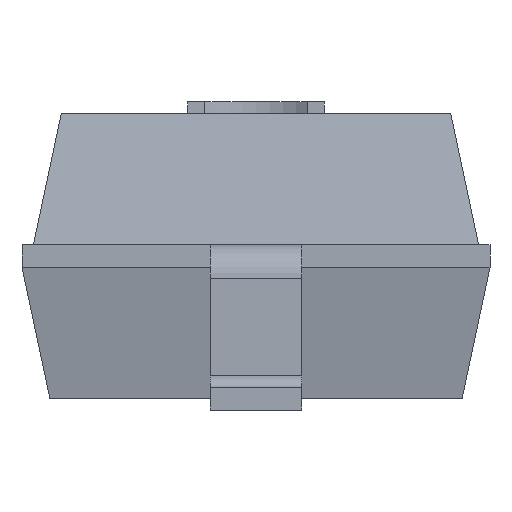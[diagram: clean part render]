
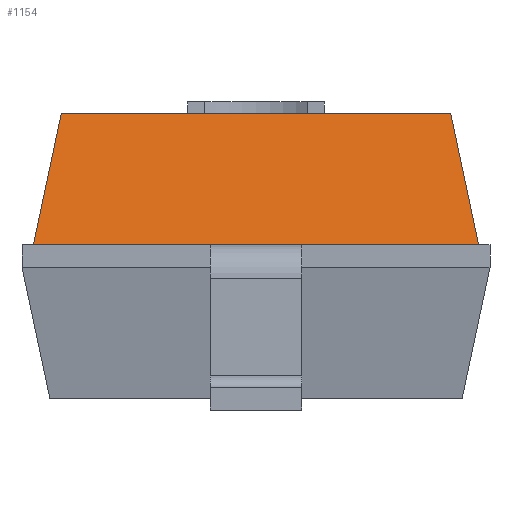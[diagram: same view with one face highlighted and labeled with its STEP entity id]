
A CAD part, front view. The second image highlights one B-rep face of the part: STEP entity #1154.
In plain terms, the highlighted free-form (B-spline) face has degree [1, 1] with [2, 2] control points.
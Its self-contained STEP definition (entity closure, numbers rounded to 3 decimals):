
#656 = VERTEX_POINT('',#657);
#657 = CARTESIAN_POINT('',(-1.95,-3.25,1.45));
#703 = VERTEX_POINT('',#704);
#704 = CARTESIAN_POINT('',(1.95,-3.25,1.45));
#709 = EDGE_CURVE('',#656,#703,#710,.T.);
#710 = LINE('',#711,#712);
#711 = CARTESIAN_POINT('',(-1.95,-3.25,1.45));
#712 = VECTOR('',#713,1.);
#713 = DIRECTION('',(1.,0.,0.));
#1136 = EDGE_CURVE('',#656,#1137,#1139,.T.);
#1137 = VERTEX_POINT('',#1138);
#1138 = CARTESIAN_POINT('',(-1.706,-3.006,2.6));
#1139 = B_SPLINE_CURVE_WITH_KNOTS('',1,(#1140,#1141),.UNSPECIFIED.,.F.,
.F.,(2,2),(0.,1.),.PIECEWISE_BEZIER_KNOTS.);
#1140 = CARTESIAN_POINT('',(-1.95,-3.25,1.45));
#1141 = CARTESIAN_POINT('',(-1.706,-3.006,2.6));
#1154 = ADVANCED_FACE('',(#1155),#1172,.T.);
#1155 = FACE_BOUND('',#1156,.T.);
#1156 = EDGE_LOOP('',(#1157,#1158,#1165,#1171));
#1157 = ORIENTED_EDGE('',*,*,#709,.T.);
#1158 = ORIENTED_EDGE('',*,*,#1159,.T.);
#1159 = EDGE_CURVE('',#703,#1160,#1162,.T.);
#1160 = VERTEX_POINT('',#1161);
#1161 = CARTESIAN_POINT('',(1.706,-3.006,2.6));
#1162 = B_SPLINE_CURVE_WITH_KNOTS('',1,(#1163,#1164),.UNSPECIFIED.,.F.,
.F.,(2,2),(0.,1.),.PIECEWISE_BEZIER_KNOTS.);
#1163 = CARTESIAN_POINT('',(1.95,-3.25,1.45));
#1164 = CARTESIAN_POINT('',(1.706,-3.006,2.6));
#1165 = ORIENTED_EDGE('',*,*,#1166,.F.);
#1166 = EDGE_CURVE('',#1137,#1160,#1167,.T.);
#1167 = LINE('',#1168,#1169);
#1168 = CARTESIAN_POINT('',(-1.706,-3.006,2.6));
#1169 = VECTOR('',#1170,1.);
#1170 = DIRECTION('',(1.,0.,0.));
#1171 = ORIENTED_EDGE('',*,*,#1136,.F.);
#1172 = B_SPLINE_SURFACE_WITH_KNOTS('',1,1,(
(#1173,#1174)
,(#1175,#1176
)),.UNSPECIFIED.,.F.,.F.,.F.,(2,2),(2,2),(0.,3.9),(0.,1.),
.PIECEWISE_BEZIER_KNOTS.);
#1173 = CARTESIAN_POINT('',(-1.95,-3.25,1.45));
#1174 = CARTESIAN_POINT('',(-1.706,-3.006,2.6));
#1175 = CARTESIAN_POINT('',(1.95,-3.25,1.45));
#1176 = CARTESIAN_POINT('',(1.706,-3.006,2.6));
